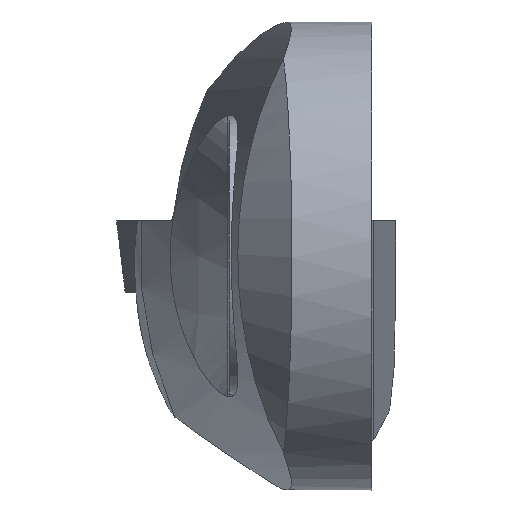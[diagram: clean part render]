
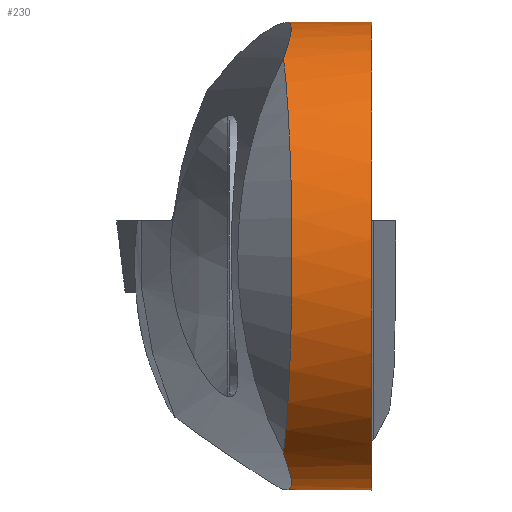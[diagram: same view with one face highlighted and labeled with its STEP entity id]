
A CAD part, top view. The second image highlights one B-rep face of the part: STEP entity #230.
In plain terms, the highlighted cylindrical face has radius 7.8 mm (diameter 15.6 mm), a partial arc.
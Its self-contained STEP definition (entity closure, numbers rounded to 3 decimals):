
#161=CIRCLE('',#1306,7.8);
#230=ADVANCED_FACE('',(#313),#287,.T.);
#287=CYLINDRICAL_SURFACE('',#1307,7.8);
#313=FACE_OUTER_BOUND('',#367,.T.);
#367=EDGE_LOOP('',(#713,#714,#715,#716,#717,#718));
#463=LINE('',#1964,#547);
#467=LINE('',#1978,#551);
#547=VECTOR('',#1498,1.);
#551=VECTOR('',#1510,1.);
#607=B_SPLINE_CURVE_WITH_KNOTS('',3,(#1869,#1870,#1871,#1872,#1873,#1874),
 .UNSPECIFIED.,.F.,.F.,(4,2,4),(0.,0.5,1.),.UNSPECIFIED.);
#609=B_SPLINE_CURVE_WITH_KNOTS('',3,(#1887,#1888,#1889,#1890),
 .UNSPECIFIED.,.F.,.F.,(4,4),(0.,1.),.UNSPECIFIED.);
#616=B_SPLINE_CURVE_WITH_KNOTS('',3,(#1983,#1984,#1985,#1986,#1987,#1988),
 .UNSPECIFIED.,.F.,.F.,(4,2,4),(0.,0.5,1.),.UNSPECIFIED.);
#713=ORIENTED_EDGE('',*,*,#1093,.F.);
#714=ORIENTED_EDGE('',*,*,#1076,.T.);
#715=ORIENTED_EDGE('',*,*,#1103,.T.);
#716=ORIENTED_EDGE('',*,*,#1074,.T.);
#717=ORIENTED_EDGE('',*,*,#1100,.T.);
#718=ORIENTED_EDGE('',*,*,#1104,.T.);
#960=VERTEX_POINT('',#1868);
#961=VERTEX_POINT('',#1875);
#962=VERTEX_POINT('',#1886);
#963=VERTEX_POINT('',#1891);
#974=VERTEX_POINT('',#1965);
#979=VERTEX_POINT('',#1977);
#1074=EDGE_CURVE('',#961,#960,#607,.T.);
#1076=EDGE_CURVE('',#963,#962,#609,.T.);
#1093=EDGE_CURVE('',#963,#974,#463,.T.);
#1100=EDGE_CURVE('',#960,#979,#467,.T.);
#1103=EDGE_CURVE('',#962,#961,#616,.T.);
#1104=EDGE_CURVE('',#979,#974,#161,.T.);
#1306=AXIS2_PLACEMENT_3D('',#1989,#1515,#1516);
#1307=AXIS2_PLACEMENT_3D('',#1990,#1517,#1518);
#1498=DIRECTION('',(1.,0.,0.));
#1510=DIRECTION('',(1.,0.,0.));
#1515=DIRECTION('',(-1.,0.,0.));
#1516=DIRECTION('',(0.,0.,1.));
#1517=DIRECTION('',(1.,0.,0.));
#1518=DIRECTION('',(0.,0.,-1.));
#1868=CARTESIAN_POINT('',(-3.189,-7.649,-1.528));
#1869=CARTESIAN_POINT('',(-2.931,-6.571,4.202));
#1870=CARTESIAN_POINT('',(-2.753,-7.105,3.368));
#1871=CARTESIAN_POINT('',(-2.635,-7.484,2.414));
#1872=CARTESIAN_POINT('',(-2.697,-7.852,0.444));
#1873=CARTESIAN_POINT('',(-2.882,-7.839,-0.575));
#1874=CARTESIAN_POINT('',(-3.189,-7.649,-1.528));
#1875=CARTESIAN_POINT('',(-2.931,-6.571,4.202));
#1886=CARTESIAN_POINT('',(-2.931,6.571,4.202));
#1887=CARTESIAN_POINT('',(-2.81,7.8,0.));
#1888=CARTESIAN_POINT('',(-2.556,7.8,1.481));
#1889=CARTESIAN_POINT('',(-2.665,7.367,2.959));
#1890=CARTESIAN_POINT('',(-2.931,6.571,4.202));
#1891=CARTESIAN_POINT('',(-2.81,7.8,0.));
#1964=CARTESIAN_POINT('',(-8.1,7.8,0.));
#1965=CARTESIAN_POINT('',(0.,7.8,0.));
#1977=CARTESIAN_POINT('',(0.,-7.649,-1.528));
#1978=CARTESIAN_POINT('',(-15.,-7.649,-1.528));
#1983=CARTESIAN_POINT('',(-2.931,6.571,4.202));
#1984=CARTESIAN_POINT('',(-2.756,5.161,6.408));
#1985=CARTESIAN_POINT('',(-2.65,2.63,7.8));
#1986=CARTESIAN_POINT('',(-2.65,-2.629,7.8));
#1987=CARTESIAN_POINT('',(-2.755,-5.156,6.415));
#1988=CARTESIAN_POINT('',(-2.931,-6.571,4.202));
#1989=CARTESIAN_POINT('',(0.,0.,0.));
#1990=CARTESIAN_POINT('',(-8.1,0.,0.));
